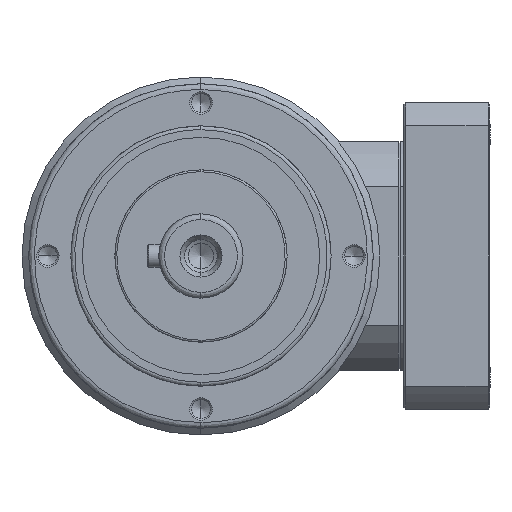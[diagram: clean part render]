
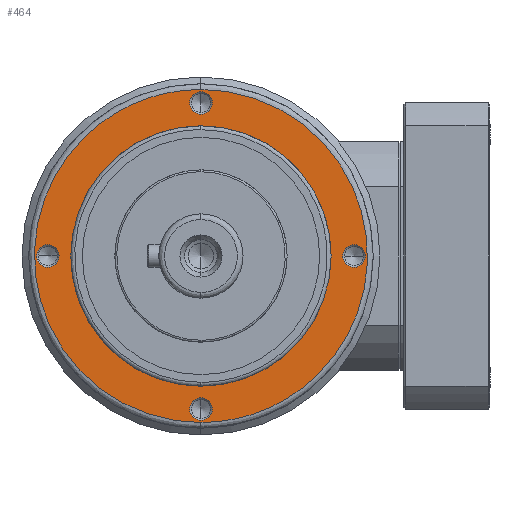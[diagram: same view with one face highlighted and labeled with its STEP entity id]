
A CAD part, left-side view. The second image highlights one B-rep face of the part: STEP entity #464.
In plain terms, the highlighted face is planar.
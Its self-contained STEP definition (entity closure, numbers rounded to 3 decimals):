
#450 = ORIENTED_EDGE ( 'NONE', *, *, #30854, .T. ) ;
#464 = ADVANCED_FACE ( 'NONE', ( #5759, #23950, #30333, #18548, #17813, #11498 ), #17399, .T. ) ;
#479 = ORIENTED_EDGE ( 'NONE', *, *, #4308, .T. ) ;
#676 = ORIENTED_EDGE ( 'NONE', *, *, #6864, .T. ) ;
#703 = VERTEX_POINT ( 'NONE', #7966 ) ;
#915 = VERTEX_POINT ( 'NONE', #1853 ) ;
#1420 = CIRCLE ( 'NONE', #2247, 2.958 ) ;
#1853 = CARTESIAN_POINT ( 'NONE',  ( -44., 0., 34. ) ) ;
#2247 = AXIS2_PLACEMENT_3D ( 'NONE', #25122, #10999, #27544 ) ;
#2325 = CARTESIAN_POINT ( 'NONE',  ( -44., 0., 40. ) ) ;
#2544 = VERTEX_POINT ( 'NONE', #15437 ) ;
#2751 = EDGE_LOOP ( 'NONE', ( #7186, #5235 ) ) ;
#3095 = AXIS2_PLACEMENT_3D ( 'NONE', #18227, #27534, #24467 ) ;
#3127 = VERTEX_POINT ( 'NONE', #22822 ) ;
#3191 = CARTESIAN_POINT ( 'NONE',  ( -44., -40., 0. ) ) ;
#3357 = DIRECTION ( 'NONE',  ( 0., 0., -1. ) ) ;
#3439 = DIRECTION ( 'NONE',  ( -1., 0., 0. ) ) ;
#3760 = CIRCLE ( 'NONE', #11901, 2.958 ) ;
#4241 = VERTEX_POINT ( 'NONE', #28185 ) ;
#4308 = EDGE_CURVE ( 'NONE', #15416, #7682, #26625, .T. ) ;
#4566 = CARTESIAN_POINT ( 'NONE',  ( -44., 40., 0. ) ) ;
#4972 = CARTESIAN_POINT ( 'NONE',  ( -44., -87., -43.5 ) ) ;
#5168 = ORIENTED_EDGE ( 'NONE', *, *, #8399, .T. ) ;
#5235 = ORIENTED_EDGE ( 'NONE', *, *, #7181, .F. ) ;
#5372 = EDGE_CURVE ( 'NONE', #23717, #915, #29981, .T. ) ;
#5581 = DIRECTION ( 'NONE',  ( 0., 0., -1. ) ) ;
#5602 = CARTESIAN_POINT ( 'NONE',  ( -44., 87., 43.5 ) ) ;
#5759 = FACE_BOUND ( 'NONE', #12891, .T. ) ;
#5813 = CARTESIAN_POINT ( 'NONE',  ( -44., 40., 0. ) ) ;
#5934 = CARTESIAN_POINT ( 'NONE',  ( -44., 0., -43.5 ) ) ;
#6008 = VERTEX_POINT ( 'NONE', #12508 ) ;
#6864 = EDGE_CURVE ( 'NONE', #703, #2544, #30913, .T. ) ;
#6930 = DIRECTION ( 'NONE',  ( 0., 0., -1. ) ) ;
#7181 = EDGE_CURVE ( 'NONE', #4241, #23752, #15020, .T. ) ;
#7186 = ORIENTED_EDGE ( 'NONE', *, *, #14758, .F. ) ;
#7318 = AXIS2_PLACEMENT_3D ( 'NONE', #19191, #19134, #19125 ) ;
#7682 = VERTEX_POINT ( 'NONE', #31022 ) ;
#7966 = CARTESIAN_POINT ( 'NONE',  ( -44., 0., -42.958 ) ) ;
#8021 = CARTESIAN_POINT ( 'NONE',  ( -44., 0., -43.5 ) ) ;
#8235 = DIRECTION ( 'NONE',  ( 0., 0., -1. ) ) ;
#8399 = EDGE_CURVE ( 'NONE', #2544, #703, #12337, .T. ) ;
#8580 = EDGE_CURVE ( 'NONE', #7682, #15416, #21464, .T. ) ;
#8627 = CIRCLE ( 'NONE', #23310, 2.958 ) ;
#8830 =( BOUNDED_CURVE ( )  B_SPLINE_CURVE ( 3, ( #19895, #5602, #22272, #8021 ),
 .UNSPECIFIED., .F., .T. ) 
 B_SPLINE_CURVE_WITH_KNOTS ( ( 4, 4 ),
 ( 0.5, 1. ),
 .UNSPECIFIED. ) 
 CURVE ( )  GEOMETRIC_REPRESENTATION_ITEM ( )  RATIONAL_B_SPLINE_CURVE ( ( 1., 0.333, 0.333, 1. ) ) 
 REPRESENTATION_ITEM ( '' )  );
#9039 = DIRECTION ( 'NONE',  ( -1., 0., 0. ) ) ;
#9082 = CARTESIAN_POINT ( 'NONE',  ( -44., -40., 2.958 ) ) ;
#9200 = DIRECTION ( 'NONE',  ( 0., 0., -1. ) ) ;
#9580 = CARTESIAN_POINT ( 'NONE',  ( -44., 0., 40. ) ) ;
#9941 = DIRECTION ( 'NONE',  ( 0., 0., 1. ) ) ;
#9976 = DIRECTION ( 'NONE',  ( -1., 0., 0. ) ) ;
#10003 = CARTESIAN_POINT ( 'NONE',  ( -44., 0., 0. ) ) ;
#10223 = EDGE_CURVE ( 'NONE', #915, #23717, #13238, .T. ) ;
#10573 = AXIS2_PLACEMENT_3D ( 'NONE', #9580, #9039, #9200 ) ;
#10999 = DIRECTION ( 'NONE',  ( -1., 0., 0. ) ) ;
#11498 = FACE_BOUND ( 'NONE', #22335, .T. ) ;
#11901 = AXIS2_PLACEMENT_3D ( 'NONE', #3191, #19869, #5581 ) ;
#12337 = CIRCLE ( 'NONE', #22514, 2.958 ) ;
#12369 = CIRCLE ( 'NONE', #23672, 2.958 ) ;
#12508 = CARTESIAN_POINT ( 'NONE',  ( -44., -40., -2.958 ) ) ;
#12891 = EDGE_LOOP ( 'NONE', ( #479, #13583 ) ) ;
#13238 = CIRCLE ( 'NONE', #23157, 34. ) ;
#13459 = EDGE_CURVE ( 'NONE', #3127, #20125, #8627, .T. ) ;
#13583 = ORIENTED_EDGE ( 'NONE', *, *, #8580, .T. ) ;
#14419 = ORIENTED_EDGE ( 'NONE', *, *, #30303, .T. ) ;
#14758 = EDGE_CURVE ( 'NONE', #23752, #4241, #8830, .T. ) ;
#15020 =( BOUNDED_CURVE ( )  B_SPLINE_CURVE ( 3, ( #5934, #4972, #29809, #29503 ),
 .UNSPECIFIED., .F., .F. ) 
 B_SPLINE_CURVE_WITH_KNOTS ( ( 4, 4 ),
 ( 0., 0.5 ),
 .UNSPECIFIED. ) 
 CURVE ( )  GEOMETRIC_REPRESENTATION_ITEM ( )  RATIONAL_B_SPLINE_CURVE ( ( 1., 0.333, 0.333, 1. ) ) 
 REPRESENTATION_ITEM ( '' )  );
#15211 = EDGE_LOOP ( 'NONE', ( #676, #5168 ) ) ;
#15244 = EDGE_CURVE ( 'NONE', #6008, #23719, #3760, .T. ) ;
#15416 = VERTEX_POINT ( 'NONE', #27538 ) ;
#15437 = CARTESIAN_POINT ( 'NONE',  ( -44., 0., -37.042 ) ) ;
#16766 = DIRECTION ( 'NONE',  ( 0., 0., -1. ) ) ;
#16787 = DIRECTION ( 'NONE',  ( 1., 0., 0. ) ) ;
#16840 = CARTESIAN_POINT ( 'NONE',  ( -44., 0., 0. ) ) ;
#17399 = PLANE ( 'NONE',  #22437 ) ;
#17813 = FACE_BOUND ( 'NONE', #22764, .T. ) ;
#18227 = CARTESIAN_POINT ( 'NONE',  ( -44., 0., -40. ) ) ;
#18548 = FACE_BOUND ( 'NONE', #27333, .T. ) ;
#19125 = DIRECTION ( 'NONE',  ( 0., 0., 1. ) ) ;
#19134 = DIRECTION ( 'NONE',  ( -1., 0., 0. ) ) ;
#19191 = CARTESIAN_POINT ( 'NONE',  ( -44., 0., 0. ) ) ;
#19534 = ORIENTED_EDGE ( 'NONE', *, *, #13459, .T. ) ;
#19869 = DIRECTION ( 'NONE',  ( -1., 0., 0. ) ) ;
#19895 = CARTESIAN_POINT ( 'NONE',  ( -44., 0., 43.5 ) ) ;
#20125 = VERTEX_POINT ( 'NONE', #26202 ) ;
#20315 = AXIS2_PLACEMENT_3D ( 'NONE', #2325, #3439, #3357 ) ;
#21205 = DIRECTION ( 'NONE',  ( -1., 0., 0. ) ) ;
#21265 = DIRECTION ( 'NONE',  ( 0., 0., -1. ) ) ;
#21302 = DIRECTION ( 'NONE',  ( -1., 0., 0. ) ) ;
#21372 = CARTESIAN_POINT ( 'NONE',  ( -44., 0., -40. ) ) ;
#21464 = CIRCLE ( 'NONE', #20315, 2.958 ) ;
#21820 = ORIENTED_EDGE ( 'NONE', *, *, #15244, .T. ) ;
#22272 = CARTESIAN_POINT ( 'NONE',  ( -44., 87., -43.5 ) ) ;
#22335 = EDGE_LOOP ( 'NONE', ( #21820, #14419 ) ) ;
#22437 = AXIS2_PLACEMENT_3D ( 'NONE', #16840, #16787, #16766 ) ;
#22487 = DIRECTION ( 'NONE',  ( -1., 0., 0. ) ) ;
#22514 = AXIS2_PLACEMENT_3D ( 'NONE', #21372, #21302, #21265 ) ;
#22764 = EDGE_LOOP ( 'NONE', ( #19534, #450 ) ) ;
#22822 = CARTESIAN_POINT ( 'NONE',  ( -44., 40., -2.958 ) ) ;
#23157 = AXIS2_PLACEMENT_3D ( 'NONE', #10003, #9976, #9941 ) ;
#23256 = CARTESIAN_POINT ( 'NONE',  ( -44., 0., -34. ) ) ;
#23310 = AXIS2_PLACEMENT_3D ( 'NONE', #4566, #21205, #6930 ) ;
#23672 = AXIS2_PLACEMENT_3D ( 'NONE', #5813, #22487, #8235 ) ;
#23717 = VERTEX_POINT ( 'NONE', #23256 ) ;
#23719 = VERTEX_POINT ( 'NONE', #9082 ) ;
#23752 = VERTEX_POINT ( 'NONE', #28115 ) ;
#23950 = FACE_BOUND ( 'NONE', #15211, .T. ) ;
#24467 = DIRECTION ( 'NONE',  ( 0., 0., -1. ) ) ;
#25122 = CARTESIAN_POINT ( 'NONE',  ( -44., -40., 0. ) ) ;
#26202 = CARTESIAN_POINT ( 'NONE',  ( -44., 40., 2.958 ) ) ;
#26224 = ORIENTED_EDGE ( 'NONE', *, *, #5372, .T. ) ;
#26625 = CIRCLE ( 'NONE', #10573, 2.958 ) ;
#27333 = EDGE_LOOP ( 'NONE', ( #27962, #26224 ) ) ;
#27534 = DIRECTION ( 'NONE',  ( -1., 0., 0. ) ) ;
#27538 = CARTESIAN_POINT ( 'NONE',  ( -44., 0., 37.042 ) ) ;
#27544 = DIRECTION ( 'NONE',  ( 0., 0., -1. ) ) ;
#27962 = ORIENTED_EDGE ( 'NONE', *, *, #10223, .T. ) ;
#28115 = CARTESIAN_POINT ( 'NONE',  ( -44., 0., 43.5 ) ) ;
#28185 = CARTESIAN_POINT ( 'NONE',  ( -44., 0., -43.5 ) ) ;
#29503 = CARTESIAN_POINT ( 'NONE',  ( -44., 0., 43.5 ) ) ;
#29809 = CARTESIAN_POINT ( 'NONE',  ( -44., -87., 43.5 ) ) ;
#29981 = CIRCLE ( 'NONE', #7318, 34. ) ;
#30303 = EDGE_CURVE ( 'NONE', #23719, #6008, #1420, .T. ) ;
#30333 = FACE_OUTER_BOUND ( 'NONE', #2751, .T. ) ;
#30854 = EDGE_CURVE ( 'NONE', #20125, #3127, #12369, .T. ) ;
#30913 = CIRCLE ( 'NONE', #3095, 2.958 ) ;
#31022 = CARTESIAN_POINT ( 'NONE',  ( -44., 0., 42.958 ) ) ;
